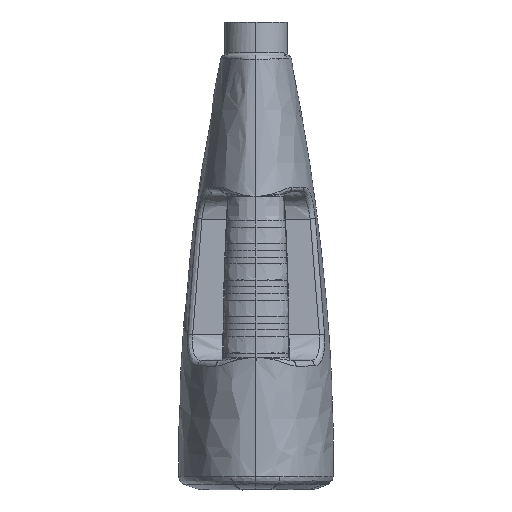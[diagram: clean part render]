
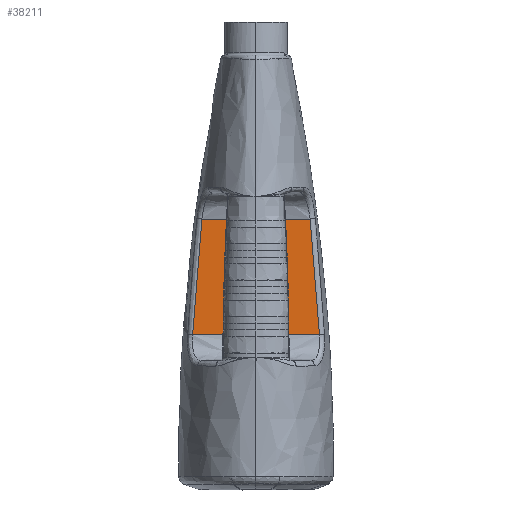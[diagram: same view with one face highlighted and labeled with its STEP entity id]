
A CAD part, left-side view. The second image highlights one B-rep face of the part: STEP entity #38211.
In plain terms, the highlighted free-form (B-spline) face has degree [1, 1] with [2, 2] control points.
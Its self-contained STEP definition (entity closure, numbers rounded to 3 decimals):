
#37112 = VERTEX_POINT('',#37113);
#37113 = CARTESIAN_POINT('',(-89.629,28.388,
    137.341));
#37136 = VERTEX_POINT('',#37137);
#37137 = CARTESIAN_POINT('',(-89.629,-28.444,
    137.341));
#37155 = EDGE_CURVE('',#37136,#37112,#37156,.T.);
#37156 = B_SPLINE_CURVE_WITH_KNOTS('',1,(#37157,#37158),.UNSPECIFIED.,
  .F.,.F.,(2,2),(-31.863,31.863),
  .PIECEWISE_BEZIER_KNOTS.);
#37157 = CARTESIAN_POINT('',(-89.629,-28.444,
    137.341));
#37158 = CARTESIAN_POINT('',(-89.629,28.388,
    137.341));
#38211 = ADVANCED_FACE('',(#38212),#38242,.T.);
#38212 = FACE_BOUND('',#38213,.T.);
#38213 = EDGE_LOOP('',(#38214,#38225,#38232,#38241));
#38214 = ORIENTED_EDGE('',*,*,#38215,.F.);
#38215 = EDGE_CURVE('',#38216,#37112,#38218,.T.);
#38216 = VERTEX_POINT('',#38217);
#38217 = CARTESIAN_POINT('',(-89.629,33.241,
    76.697));
#38218 = B_SPLINE_CURVE_WITH_KNOTS('',5,(#38219,#38220,#38221,#38222,
    #38223,#38224),.UNSPECIFIED.,.F.,.F.,(6,6),(190.47,
    287.714),.PIECEWISE_BEZIER_KNOTS.);
#38219 = CARTESIAN_POINT('',(-89.629,33.241,
    76.697));
#38220 = CARTESIAN_POINT('',(-89.629,32.587,
    88.887));
#38221 = CARTESIAN_POINT('',(-89.629,31.77,
    101.059));
#38222 = CARTESIAN_POINT('',(-89.629,30.789,
    113.259));
#38223 = CARTESIAN_POINT('',(-89.629,29.663,
    125.337));
#38224 = CARTESIAN_POINT('',(-89.629,28.388,
    137.341));
#38225 = ORIENTED_EDGE('',*,*,#38226,.F.);
#38226 = EDGE_CURVE('',#38227,#38216,#38229,.T.);
#38227 = VERTEX_POINT('',#38228);
#38228 = CARTESIAN_POINT('',(-89.629,-33.308,
    76.697));
#38229 = B_SPLINE_CURVE_WITH_KNOTS('',1,(#38230,#38231),.UNSPECIFIED.,
  .F.,.F.,(2,2),(-37.31,37.31),
  .PIECEWISE_BEZIER_KNOTS.);
#38230 = CARTESIAN_POINT('',(-89.629,-33.308,
    76.697));
#38231 = CARTESIAN_POINT('',(-89.629,33.241,
    76.697));
#38232 = ORIENTED_EDGE('',*,*,#38233,.F.);
#38233 = EDGE_CURVE('',#37136,#38227,#38234,.T.);
#38234 = B_SPLINE_CURVE_WITH_KNOTS('',5,(#38235,#38236,#38237,#38238,
    #38239,#38240),.UNSPECIFIED.,.F.,.F.,(6,6),(240.189,
    337.526),.PIECEWISE_BEZIER_KNOTS.);
#38235 = CARTESIAN_POINT('',(-89.629,-28.444,
    137.341));
#38236 = CARTESIAN_POINT('',(-89.629,-29.726,
    125.343));
#38237 = CARTESIAN_POINT('',(-89.629,-30.857,
    113.264));
#38238 = CARTESIAN_POINT('',(-89.629,-31.84,
    101.064));
#38239 = CARTESIAN_POINT('',(-89.629,-32.657,
    88.889));
#38240 = CARTESIAN_POINT('',(-89.629,-33.308,
    76.697));
#38241 = ORIENTED_EDGE('',*,*,#37155,.T.);
#38242 = B_SPLINE_SURFACE_WITH_KNOTS('',1,1,(
    (#38243,#38244)
    ,(#38245,#38246
    )),.UNSPECIFIED.,.F.,.F.,.F.,(2,2),(2,2),(16.,84.),(-37.348,
    37.273),.PIECEWISE_BEZIER_KNOTS.);
#38243 = CARTESIAN_POINT('',(-89.629,-33.308,
    76.697));
#38244 = CARTESIAN_POINT('',(-89.629,33.241,
    76.697));
#38245 = CARTESIAN_POINT('',(-89.629,-33.308,
    137.341));
#38246 = CARTESIAN_POINT('',(-89.629,33.241,
    137.341));
